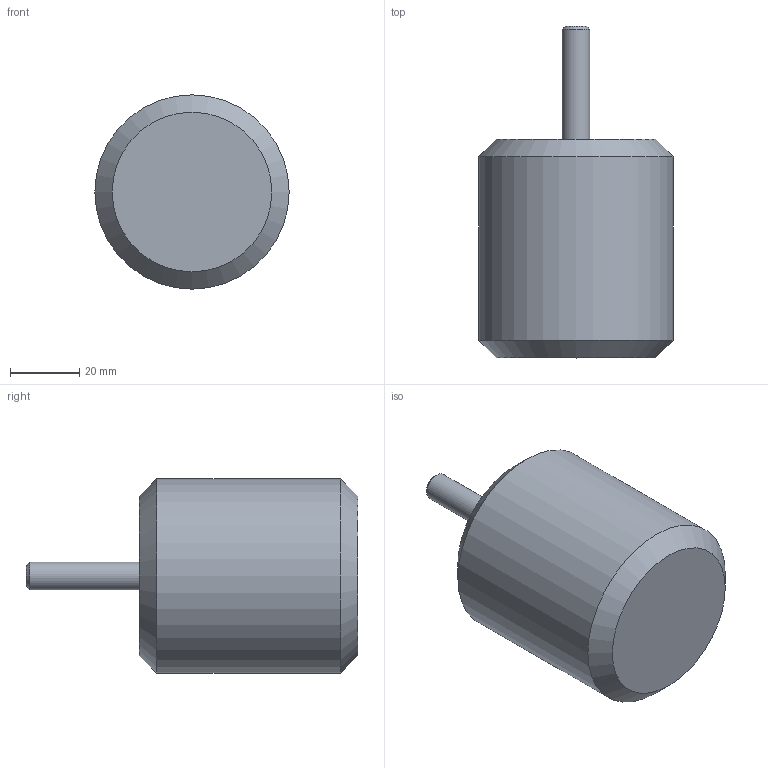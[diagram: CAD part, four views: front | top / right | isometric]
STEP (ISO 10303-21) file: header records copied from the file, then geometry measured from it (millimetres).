
FILE_DESCRIPTION(/* description */ (''),/* implementation_level */ '2;1');
FILE_NAME(/* name */ 'EXTENDED SHAFT KEDA 56-63 195KV Brushless Outrunner 6S 1500W v2 v2.step',/* time_stamp */ '2020-05-23T21:39:06-04:00',/* author */ (''),/* organization */ (''),/* preprocessor_version */ 'ST-DEVELOPER v18.1',/* originating_system */ 'Autodesk Translation Framework v9.3.0.1241',/* authorisation */ '');
FILE_SCHEMA (('AUTOMOTIVE_DESIGN { 1 0 10303 214 3 1 1 }'));
Length unit declared in the file: millimetre
Products named in the file (1): EXTENDED SHAFT KEDA 56-63 195KV Brushless Outrunner 6S 1500W v2
Bounding box: 56 x 95.67 x 56 mm (x, y, z)
Volume: 152381.1 mm3; surface area: 16096 mm2
Topology: 1 solids, 1 shells, 16 faces, 24 edges, 15 vertices
Faces by surface type: plane 7, cylinder 6, cone 3
Full cylindrical faces by diameter (mm): 3 x4, 8 x1, 56 x1
Entity records: 392 total; most frequent: DIRECTION 73, CARTESIAN_POINT 56, ORIENTED_EDGE 48, AXIS2_PLACEMENT_3D 32, EDGE_CURVE 24, EDGE_LOOP 21, FACE_OUTER_BOUND 16, ADVANCED_FACE 16
